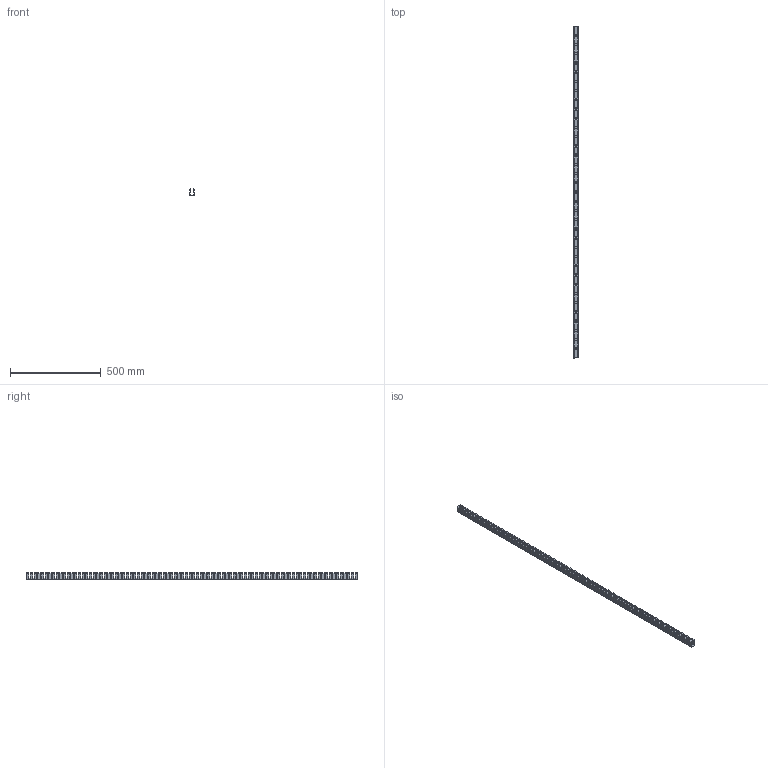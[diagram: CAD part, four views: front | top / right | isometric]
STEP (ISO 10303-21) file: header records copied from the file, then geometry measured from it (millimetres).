
FILE_DESCRIPTION (( 'STEP AP203' ), '1' );
FILE_NAME ('G.75X1.5_3D_WEB.STEP', '2014-05-22T20:24:41', ( 'IT' ), ( 'Panduit Corp.' ), 'SwSTEP 2.0', 'SolidWorks 2012', '' );
FILE_SCHEMA (( 'CONFIG_CONTROL_DESIGN' ));
Length unit declared in the file: inch
Products named in the file (1): G.75X1.5_3D_WEB
Bounding box: 23.88 x 1828.8 x 38.1 mm (x, y, z)
Volume: 254076.5 mm3; surface area: 314859.2 mm2
Topology: 1 solids, 1 shells, 1950 faces, 5844 edges, 3896 vertices
Faces by surface type: plane 1880, cylinder 70
Entity records: 64667 total; most frequent: CARTESIAN_POINT 11691, ORIENTED_EDGE 11688, DIRECTION 9886, EDGE_CURVE 5844, VECTOR 5704, LINE 5704, VERTEX_POINT 3896, AXIS2_PLACEMENT_3D 2091
